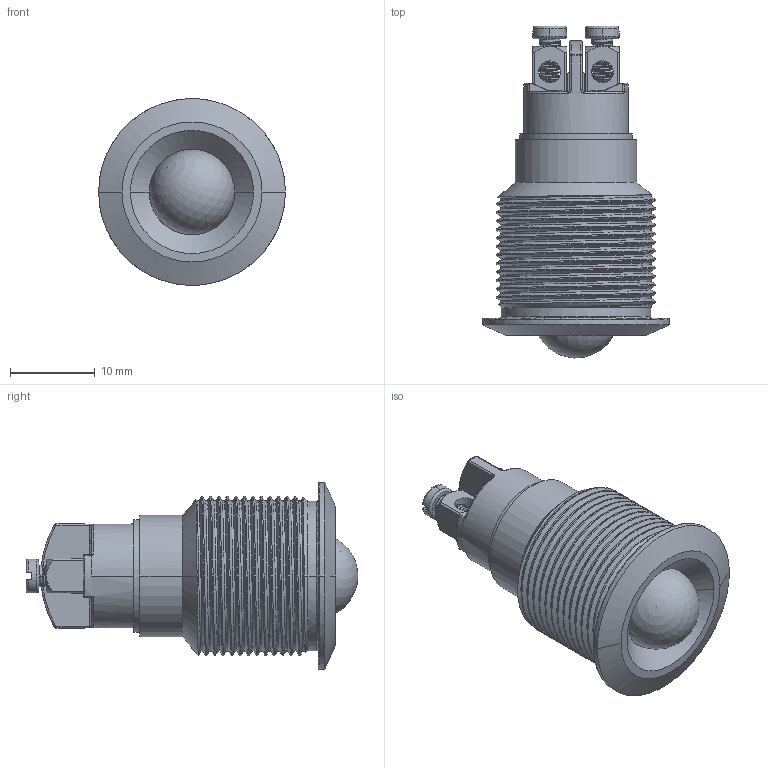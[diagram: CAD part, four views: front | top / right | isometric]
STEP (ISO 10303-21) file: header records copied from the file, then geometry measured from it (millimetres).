
FILE_DESCRIPTION(/* description */ (''),/* implementation_level */ '2;1');
FILE_NAME(/* name */ 'PVL19DSxxx.stp',/* time_stamp */ '2024-12-18T08:56:48-06:00',/* author */ ('jsteinblock'),/* organization */ (''),/* preprocessor_version */ 'ST-DEVELOPER v20',/* originating_system */ 'Autodesk Inventor 2022',/* authorisation */ '');
FILE_SCHEMA (('AUTOMOTIVE_DESIGN { 1 0 10303 214 3 1 1 }'));
Length unit declared in the file: inch
Products named in the file (1): PVL19DSxxx
Bounding box: 22 x 39.12 x 22 mm (x, y, z)
Volume: 1847.8 mm3; surface area: 5739.4 mm2
Topology: 5 solids, 5 shells, 459 faces, 1325 edges, 866 vertices
Faces by surface type: bspline 293, plane 121, cylinder 22, torus 17, sphere 6
Entity records: 65846 total; most frequent: CARTESIAN_POINT 55846, ORIENTED_EDGE 2646, EDGE_CURVE 1323, DIRECTION 1085, VERTEX_POINT 866, B_SPLINE_CURVE_WITH_KNOTS 710, EDGE_LOOP 505, LINE 475
